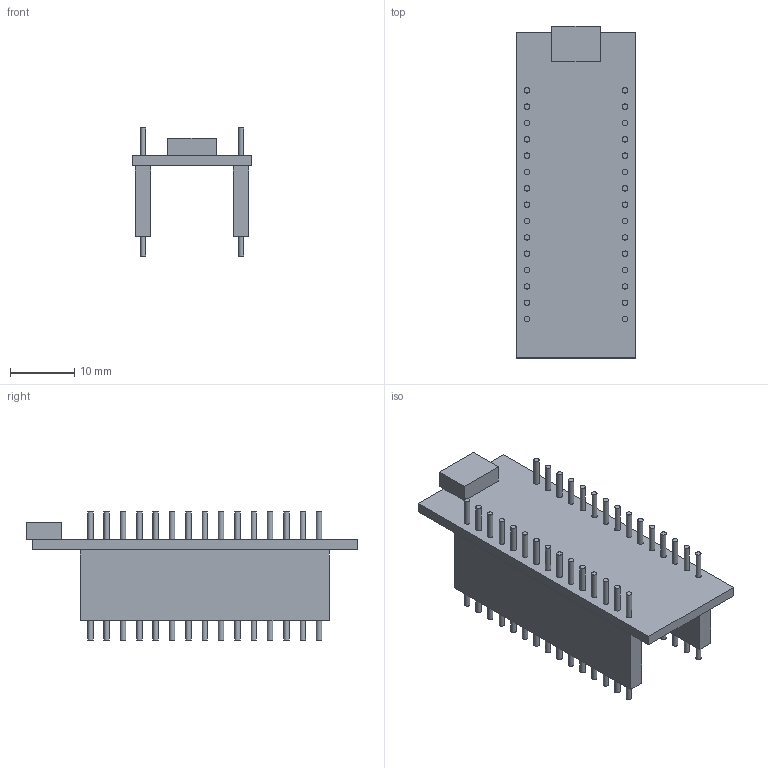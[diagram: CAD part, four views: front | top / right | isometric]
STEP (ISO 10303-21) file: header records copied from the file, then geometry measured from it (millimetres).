
FILE_DESCRIPTION(/* description */ (''),/* implementation_level */ '2;1');
FILE_NAME(/* name */ 'NUCLEO-F303K8-HEADER v1.step',/* time_stamp */ '2021-11-05T10:19:13-04:00',/* author */ (''),/* organization */ (''),/* preprocessor_version */ 'ST-DEVELOPER v18.1',/* originating_system */ 'Autodesk Translation Framework v10.10.0.1391',/* authorisation */ '');
FILE_SCHEMA (('AUTOMOTIVE_DESIGN { 1 0 10303 214 3 1 1 }'));
Length unit declared in the file: millimetre
Products named in the file (1): NUCLEO-F303K8-HEADER
Bounding box: 18.6 x 51.6 x 19.9 mm (x, y, z)
Volume: 3784.9 mm3; surface area: 4582.2 mm2
Topology: 1 solids, 1 shells, 142 faces, 232 edges, 154 vertices
Faces by surface type: plane 82, cylinder 60
Full cylindrical faces by diameter (mm): 0.85 x60
Entity records: 3353 total; most frequent: DIRECTION 638, CARTESIAN_POINT 529, ORIENTED_EDGE 464, AXIS2_PLACEMENT_3D 263, EDGE_CURVE 232, EDGE_LOOP 204, VERTEX_POINT 154, FACE_OUTER_BOUND 142
